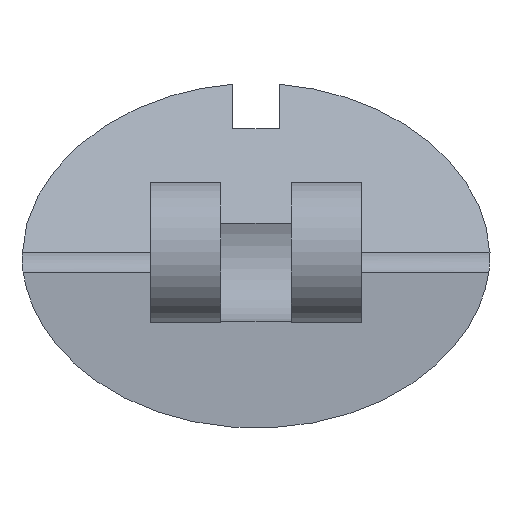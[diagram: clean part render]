
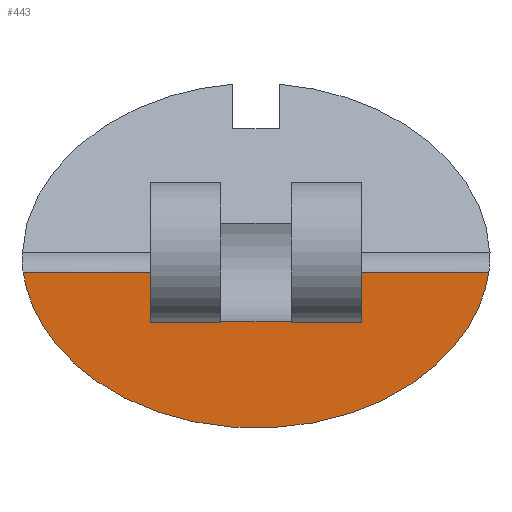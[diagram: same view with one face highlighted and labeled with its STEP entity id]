
A CAD part, front view. The second image highlights one B-rep face of the part: STEP entity #443.
In plain terms, the highlighted planar face has unit normal (0, -1, 0).
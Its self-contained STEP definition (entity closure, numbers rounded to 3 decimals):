
#134 = DIRECTION ( 'NONE',  ( -1., 0., 0. ) ) ;
#277 = ORIENTED_EDGE ( 'NONE', *, *, #1698, .T. ) ;
#443 = ADVANCED_FACE ( 'NONE', ( #6403 ), #1631, .F. ) ;
#599 = VERTEX_POINT ( 'NONE', #4378 ) ;
#600 = CARTESIAN_POINT ( 'NONE',  ( 9.933, 0., -0.866 ) ) ;
#758 = EDGE_CURVE ( 'NONE', #1731, #5003, #789, .T. ) ;
#789 = LINE ( 'NONE', #6223, #5091 ) ;
#909 = VECTOR ( 'NONE', #1944, 1000. ) ;
#987 = DIRECTION ( 'NONE',  ( -1., 0., 0. ) ) ;
#1176 = EDGE_CURVE ( 'NONE', #3698, #6175, #4224, .T. ) ;
#1514 = EDGE_CURVE ( 'NONE', #1731, #2765, #3251, .T. ) ;
#1519 = ORIENTED_EDGE ( 'NONE', *, *, #1514, .F. ) ;
#1631 = PLANE ( 'NONE',  #2233 ) ;
#1698 = EDGE_CURVE ( 'NONE', #6172, #2765, #1748, .T. ) ;
#1731 = VERTEX_POINT ( 'NONE', #6659 ) ;
#1748 = LINE ( 'NONE', #2793, #6456 ) ;
#1944 = DIRECTION ( 'NONE',  ( 0., 0., 1. ) ) ;
#2233 = AXIS2_PLACEMENT_3D ( 'NONE', #2573, #3092, #3233 ) ;
#2380 = CARTESIAN_POINT ( 'NONE',  ( -1.5, 0., -2.958 ) ) ;
#2573 = CARTESIAN_POINT ( 'NONE',  ( 0., 0., 0. ) ) ;
#2593 = CARTESIAN_POINT ( 'NONE',  ( -10.634, 0., -0.866 ) ) ;
#2765 = VERTEX_POINT ( 'NONE', #4011 ) ;
#2793 = CARTESIAN_POINT ( 'NONE',  ( -4.5, 0., -2.958 ) ) ;
#2917 = DIRECTION ( 'NONE',  ( -1., 0., 0. ) ) ;
#3092 = DIRECTION ( 'NONE',  ( 0., 1., 0. ) ) ;
#3228 = VECTOR ( 'NONE', #987, 1000. ) ;
#3233 = DIRECTION ( 'NONE',  ( 0., 0., 1. ) ) ;
#3251 = LINE ( 'NONE', #5369, #5668 ) ;
#3264 = DIRECTION ( 'NONE',  ( 1., 0., 0. ) ) ;
#3362 =( BOUNDED_CURVE ( )  B_SPLINE_CURVE ( 3, ( #5812, #4015, #6142, #6702 ),
 .UNSPECIFIED., .F., .F. ) 
 B_SPLINE_CURVE_WITH_KNOTS ( ( 4, 4 ),
 ( 0.116, 3.026 ),
 .UNSPECIFIED. ) 
 CURVE ( )  GEOMETRIC_REPRESENTATION_ITEM ( )  RATIONAL_B_SPLINE_CURVE ( ( 1., 0.41, 0.41, 1. ) ) 
 REPRESENTATION_ITEM ( '' )  );
#3393 = CARTESIAN_POINT ( 'NONE',  ( 4.5, 0., -2.958 ) ) ;
#3698 = VERTEX_POINT ( 'NONE', #600 ) ;
#3817 = LINE ( 'NONE', #3393, #5089 ) ;
#3961 = LINE ( 'NONE', #6721, #909 ) ;
#4011 = CARTESIAN_POINT ( 'NONE',  ( -4.5, 0., -2.958 ) ) ;
#4015 = CARTESIAN_POINT ( 'NONE',  ( 8.07, 0., -12.889 ) ) ;
#4171 = ORIENTED_EDGE ( 'NONE', *, *, #4875, .F. ) ;
#4224 = LINE ( 'NONE', #2593, #3228 ) ;
#4344 = CARTESIAN_POINT ( 'NONE',  ( 1.5, 0., -2.958 ) ) ;
#4360 = DIRECTION ( 'NONE',  ( 0., 0., -1. ) ) ;
#4366 = EDGE_CURVE ( 'NONE', #3698, #5003, #3362, .T. ) ;
#4378 = CARTESIAN_POINT ( 'NONE',  ( 4.5, 0., -2.958 ) ) ;
#4456 = ORIENTED_EDGE ( 'NONE', *, *, #4366, .F. ) ;
#4496 = EDGE_CURVE ( 'NONE', #6172, #5415, #6478, .T. ) ;
#4505 = CARTESIAN_POINT ( 'NONE',  ( 4.5, 0., -0.866 ) ) ;
#4517 = CARTESIAN_POINT ( 'NONE',  ( -9.933, 0., -0.866 ) ) ;
#4875 = EDGE_CURVE ( 'NONE', #599, #6175, #3961, .T. ) ;
#5003 = VERTEX_POINT ( 'NONE', #4517 ) ;
#5089 = VECTOR ( 'NONE', #3264, 1000. ) ;
#5091 = VECTOR ( 'NONE', #2917, 1000. ) ;
#5341 = EDGE_LOOP ( 'NONE', ( #4456, #5588, #4171, #5982, #5896, #277, #1519, #5703 ) ) ;
#5369 = CARTESIAN_POINT ( 'NONE',  ( -4.5, 0., 0. ) ) ;
#5415 = VERTEX_POINT ( 'NONE', #6217 ) ;
#5588 = ORIENTED_EDGE ( 'NONE', *, *, #1176, .T. ) ;
#5668 = VECTOR ( 'NONE', #4360, 1000. ) ;
#5703 = ORIENTED_EDGE ( 'NONE', *, *, #758, .T. ) ;
#5798 = EDGE_CURVE ( 'NONE', #5415, #599, #3817, .T. ) ;
#5812 = CARTESIAN_POINT ( 'NONE',  ( 9.933, 0., -0.866 ) ) ;
#5896 = ORIENTED_EDGE ( 'NONE', *, *, #4496, .F. ) ;
#5946 = DIRECTION ( 'NONE',  ( 1., 0., 0. ) ) ;
#5982 = ORIENTED_EDGE ( 'NONE', *, *, #5798, .F. ) ;
#6024 = VECTOR ( 'NONE', #5946, 1000. ) ;
#6142 = CARTESIAN_POINT ( 'NONE',  ( -8.07, 0., -12.889 ) ) ;
#6172 = VERTEX_POINT ( 'NONE', #2380 ) ;
#6175 = VERTEX_POINT ( 'NONE', #4505 ) ;
#6217 = CARTESIAN_POINT ( 'NONE',  ( 1.5, 0., -2.958 ) ) ;
#6223 = CARTESIAN_POINT ( 'NONE',  ( -10.634, 0., -0.866 ) ) ;
#6403 = FACE_OUTER_BOUND ( 'NONE', #5341, .T. ) ;
#6456 = VECTOR ( 'NONE', #134, 1000. ) ;
#6478 = LINE ( 'NONE', #4344, #6024 ) ;
#6659 = CARTESIAN_POINT ( 'NONE',  ( -4.5, 0., -0.866 ) ) ;
#6702 = CARTESIAN_POINT ( 'NONE',  ( -9.933, 0., -0.866 ) ) ;
#6721 = CARTESIAN_POINT ( 'NONE',  ( 4.5, 0., 0. ) ) ;
